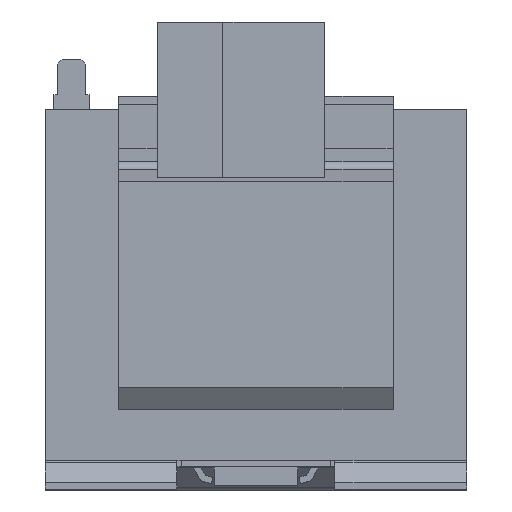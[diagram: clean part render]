
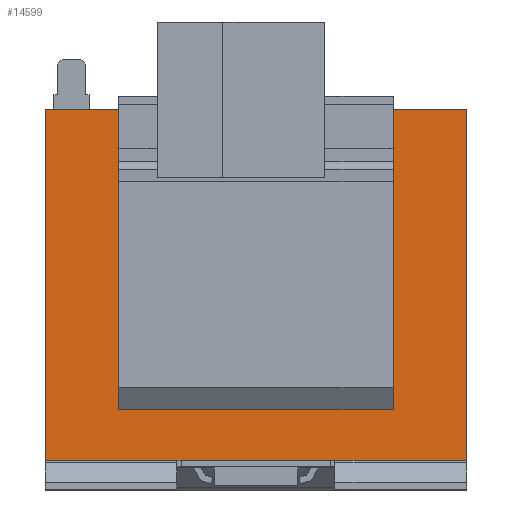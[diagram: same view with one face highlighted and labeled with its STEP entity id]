
A CAD part, top view. The second image highlights one B-rep face of the part: STEP entity #14599.
In plain terms, the highlighted planar face has unit normal (0, 0, 1).
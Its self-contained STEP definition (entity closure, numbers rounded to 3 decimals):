
#193 = LINE ( 'NONE', #13307, #9434 ) ;
#296 = DIRECTION ( 'NONE',  ( 1., 0., 0. ) ) ;
#409 = PLANE ( 'NONE',  #3455 ) ;
#739 = VERTEX_POINT ( 'NONE', #13144 ) ;
#903 = EDGE_LOOP ( 'NONE', ( #13494, #4455, #2370, #2926 ) ) ;
#913 = CARTESIAN_POINT ( 'NONE',  ( 31.25, -23.5, 22.75 ) ) ;
#920 = VERTEX_POINT ( 'NONE', #6376 ) ;
#1511 = DIRECTION ( 'NONE',  ( 1., 0., 0. ) ) ;
#1766 = DIRECTION ( 'NONE',  ( 0., -1., 0. ) ) ;
#1962 = EDGE_CURVE ( 'NONE', #8381, #739, #8893, .T. ) ;
#1998 = DIRECTION ( 'NONE',  ( 0., -1., 0. ) ) ;
#2073 = EDGE_CURVE ( 'NONE', #12591, #920, #193, .T. ) ;
#2370 = ORIENTED_EDGE ( 'NONE', *, *, #2989, .F. ) ;
#2396 = VECTOR ( 'NONE', #9617, 1000. ) ;
#2926 = ORIENTED_EDGE ( 'NONE', *, *, #7970, .F. ) ;
#2989 = EDGE_CURVE ( 'NONE', #13945, #10252, #12307, .T. ) ;
#3251 = CARTESIAN_POINT ( 'NONE',  ( 31.25, 23.5, 22.75 ) ) ;
#3455 = AXIS2_PLACEMENT_3D ( 'NONE', #12016, #10946, #1511 ) ;
#3563 = CARTESIAN_POINT ( 'NONE',  ( 48., 40., 22.75 ) ) ;
#3624 = VECTOR ( 'NONE', #13157, 1000. ) ;
#3741 = EDGE_CURVE ( 'NONE', #4131, #4926, #10158, .T. ) ;
#4131 = VERTEX_POINT ( 'NONE', #8358 ) ;
#4455 = ORIENTED_EDGE ( 'NONE', *, *, #10283, .T. ) ;
#4901 = VECTOR ( 'NONE', #7533, 1000. ) ;
#4926 = VERTEX_POINT ( 'NONE', #9713 ) ;
#5232 = FACE_OUTER_BOUND ( 'NONE', #10812, .T. ) ;
#5506 = LINE ( 'NONE', #6218, #2396 ) ;
#5526 = ORIENTED_EDGE ( 'NONE', *, *, #3741, .T. ) ;
#5988 = CARTESIAN_POINT ( 'NONE',  ( 31.25, 23.5, 22.75 ) ) ;
#6138 = CARTESIAN_POINT ( 'NONE',  ( -48., 0., 22.75 ) ) ;
#6144 = VECTOR ( 'NONE', #296, 1000. ) ;
#6218 = CARTESIAN_POINT ( 'NONE',  ( -31.25, 27.9, 22.75 ) ) ;
#6376 = CARTESIAN_POINT ( 'NONE',  ( 48., -40., 22.75 ) ) ;
#6381 = CARTESIAN_POINT ( 'NONE',  ( 0., -40., 22.75 ) ) ;
#6438 = VECTOR ( 'NONE', #1998, 1000. ) ;
#7253 = ORIENTED_EDGE ( 'NONE', *, *, #13542, .T. ) ;
#7533 = DIRECTION ( 'NONE',  ( 1., 0., 0. ) ) ;
#7970 = EDGE_CURVE ( 'NONE', #739, #13945, #5506, .T. ) ;
#8358 = CARTESIAN_POINT ( 'NONE',  ( -48., 40., 22.75 ) ) ;
#8381 = VERTEX_POINT ( 'NONE', #3251 ) ;
#8603 = CARTESIAN_POINT ( 'NONE',  ( -31.25, -23.5, 22.75 ) ) ;
#8677 = LINE ( 'NONE', #11609, #8862 ) ;
#8862 = VECTOR ( 'NONE', #12618, 1000. ) ;
#8893 = LINE ( 'NONE', #5988, #13212 ) ;
#9434 = VECTOR ( 'NONE', #1766, 1000. ) ;
#9617 = DIRECTION ( 'NONE',  ( 0., -1., 0. ) ) ;
#9707 = ORIENTED_EDGE ( 'NONE', *, *, #14372, .F. ) ;
#9710 = CARTESIAN_POINT ( 'NONE',  ( 31.25, -23.5, 22.75 ) ) ;
#9713 = CARTESIAN_POINT ( 'NONE',  ( -48., -40., 22.75 ) ) ;
#10075 = LINE ( 'NONE', #11215, #6438 ) ;
#10158 = LINE ( 'NONE', #6138, #3624 ) ;
#10252 = VERTEX_POINT ( 'NONE', #913 ) ;
#10283 = EDGE_CURVE ( 'NONE', #8381, #10252, #10075, .T. ) ;
#10812 = EDGE_LOOP ( 'NONE', ( #11860, #9707, #5526, #7253 ) ) ;
#10946 = DIRECTION ( 'NONE',  ( 0., 0., 1. ) ) ;
#11215 = CARTESIAN_POINT ( 'NONE',  ( 31.25, 27.9, 22.75 ) ) ;
#11609 = CARTESIAN_POINT ( 'NONE',  ( 0., 40., 22.75 ) ) ;
#11860 = ORIENTED_EDGE ( 'NONE', *, *, #2073, .F. ) ;
#12016 = CARTESIAN_POINT ( 'NONE',  ( 0., 0., 22.75 ) ) ;
#12120 = FACE_BOUND ( 'NONE', #903, .T. ) ;
#12307 = LINE ( 'NONE', #9710, #6144 ) ;
#12591 = VERTEX_POINT ( 'NONE', #3563 ) ;
#12618 = DIRECTION ( 'NONE',  ( 1., 0., 0. ) ) ;
#13144 = CARTESIAN_POINT ( 'NONE',  ( -31.25, 23.5, 22.75 ) ) ;
#13157 = DIRECTION ( 'NONE',  ( 0., -1., 0. ) ) ;
#13212 = VECTOR ( 'NONE', #14210, 1000. ) ;
#13307 = CARTESIAN_POINT ( 'NONE',  ( 48., 0., 22.75 ) ) ;
#13494 = ORIENTED_EDGE ( 'NONE', *, *, #1962, .F. ) ;
#13542 = EDGE_CURVE ( 'NONE', #4926, #920, #14651, .T. ) ;
#13945 = VERTEX_POINT ( 'NONE', #8603 ) ;
#14210 = DIRECTION ( 'NONE',  ( -1., 0., 0. ) ) ;
#14372 = EDGE_CURVE ( 'NONE', #4131, #12591, #8677, .T. ) ;
#14599 = ADVANCED_FACE ( 'NONE', ( #12120, #5232 ), #409, .T. ) ;
#14651 = LINE ( 'NONE', #6381, #4901 ) ;
